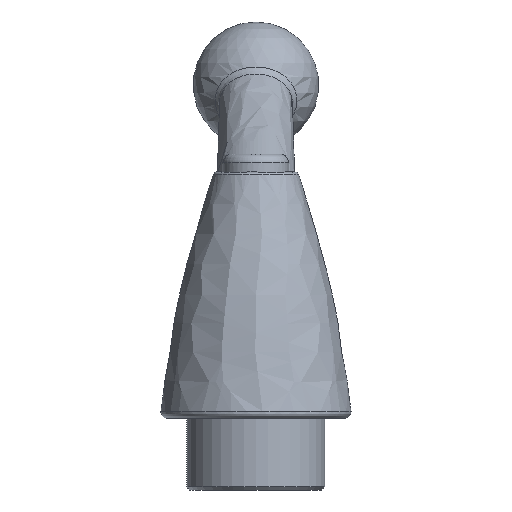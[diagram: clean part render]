
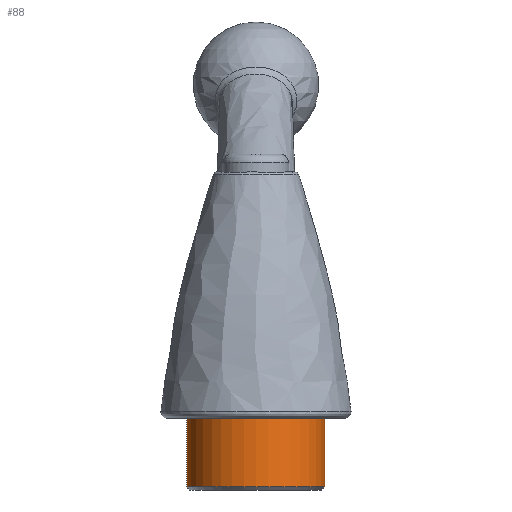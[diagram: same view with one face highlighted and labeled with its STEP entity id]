
A CAD part, left-side view. The second image highlights one B-rep face of the part: STEP entity #88.
In plain terms, the highlighted cylindrical face has radius 11.5 mm (diameter 23 mm), a full revolution.
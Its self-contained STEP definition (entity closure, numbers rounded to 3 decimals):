
#88 = ADVANCED_FACE( '', ( #191, #192 ), #193, .T. );
#191 = FACE_OUTER_BOUND( '', #4796, .T. );
#192 = FACE_OUTER_BOUND( '', #4797, .T. );
#193 = CYLINDRICAL_SURFACE( '', #4798, 11.5 );
#4796 = EDGE_LOOP( '', ( #5361 ) );
#4797 = EDGE_LOOP( '', ( #5362 ) );
#4798 = AXIS2_PLACEMENT_3D( '', #5363, #5364, #5365 );
#5361 = ORIENTED_EDGE( '', *, *, #5405, .T. );
#5362 = ORIENTED_EDGE( '', *, *, #5431, .F. );
#5363 = CARTESIAN_POINT( '', ( 0., 0., -12. ) );
#5364 = DIRECTION( '', ( 0., 0., -1. ) );
#5365 = DIRECTION( '', ( 0., -1., 0. ) );
#5405 = EDGE_CURVE( '', #5465, #5465, #5466, .T. );
#5431 = EDGE_CURVE( '', #5507, #5507, #5508, .T. );
#5465 = VERTEX_POINT( '', #5549 );
#5466 = CIRCLE( '', #5550, 11.5 );
#5507 = VERTEX_POINT( '', #7370 );
#5508 = CIRCLE( '', #7371, 11.5 );
#5549 = CARTESIAN_POINT( '', ( 0., -11.5, -11.5 ) );
#5550 = AXIS2_PLACEMENT_3D( '', #7817, #7818, #7819 );
#7370 = CARTESIAN_POINT( '', ( 0., 11.5, 0. ) );
#7371 = AXIS2_PLACEMENT_3D( '', #7846, #7847, #7848 );
#7817 = CARTESIAN_POINT( '', ( 0., 0., -11.5 ) );
#7818 = DIRECTION( '', ( 0., 0., 1. ) );
#7819 = DIRECTION( '', ( 0., -1., 0. ) );
#7846 = CARTESIAN_POINT( '', ( 0., 0., 0. ) );
#7847 = DIRECTION( '', ( 0., 0., 1. ) );
#7848 = DIRECTION( '', ( 0., 1., 0. ) );
